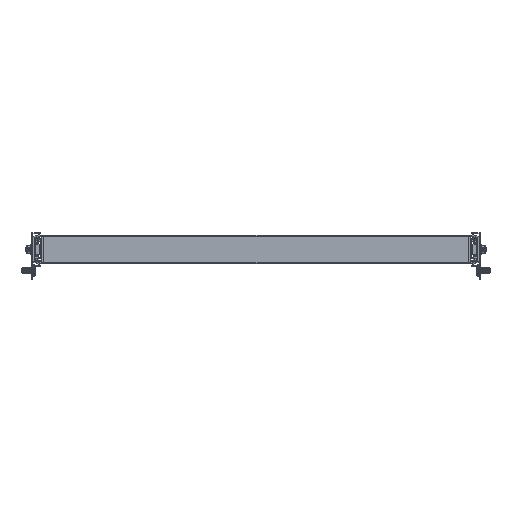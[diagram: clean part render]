
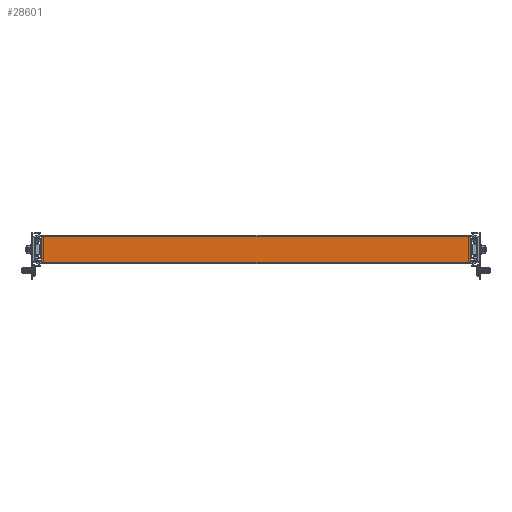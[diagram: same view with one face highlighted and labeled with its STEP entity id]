
A CAD part, front view. The second image highlights one B-rep face of the part: STEP entity #28601.
In plain terms, the highlighted planar face has unit normal (0, -1, 0).
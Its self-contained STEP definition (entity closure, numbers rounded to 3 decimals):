
#5349 = ORIENTED_EDGE ( 'NONE', *, *, #25438, .T. ) ;
#5350 = ORIENTED_EDGE ( 'NONE', *, *, #25437, .T. ) ;
#5351 = ORIENTED_EDGE ( 'NONE', *, *, #25439, .F. ) ;
#5352 = ORIENTED_EDGE ( 'NONE', *, *, #25431, .T. ) ;
#9366 = CARTESIAN_POINT ( 'NONE',  ( -237.5, -260., -0.01 ) ) ;
#9372 = CARTESIAN_POINT ( 'NONE',  ( -237.5, -260., -28.99 ) ) ;
#9378 = CARTESIAN_POINT ( 'NONE',  ( 237.5, -260., -28.99 ) ) ;
#9382 = CARTESIAN_POINT ( 'NONE',  ( 237.5, -260., -0.01 ) ) ;
#12822 = LINE ( 'NONE', #13007, #13068 ) ;
#13007 = CARTESIAN_POINT ( 'NONE',  ( -237.5, -260., 0. ) ) ;
#13009 = DIRECTION ( 'NONE',  ( 0., 0., -1. ) ) ;
#13024 = LINE ( 'NONE', #13025, #13079 ) ;
#13025 = CARTESIAN_POINT ( 'NONE',  ( 237.5, -260., 0. ) ) ;
#13026 = DIRECTION ( 'NONE',  ( 0., 0., 1. ) ) ;
#13027 = LINE ( 'NONE', #13028, #13080 ) ;
#13028 = CARTESIAN_POINT ( 'NONE',  ( -237.5, -260., -28.99 ) ) ;
#13029 = DIRECTION ( 'NONE',  ( 1., 0., 0. ) ) ;
#13030 = LINE ( 'NONE', #13032, #13081 ) ;
#13032 = CARTESIAN_POINT ( 'NONE',  ( 237.5, -260., -0.01 ) ) ;
#13033 = DIRECTION ( 'NONE',  ( 1., 0., 0. ) ) ;
#13068 = VECTOR ( 'NONE', #13009, 1000. ) ;
#13079 = VECTOR ( 'NONE', #13026, 1000. ) ;
#13080 = VECTOR ( 'NONE', #13029, 1000. ) ;
#13081 = VECTOR ( 'NONE', #13033, 1000. ) ;
#21785 = EDGE_LOOP ( 'NONE', ( #5349, #5350, #5351, #5352 ) ) ;
#22900 = AXIS2_PLACEMENT_3D ( 'NONE', #43546, #43566, #43568 ) ;
#25431 = EDGE_CURVE ( 'NONE', #32664, #32670, #12822, .T. ) ;
#25437 = EDGE_CURVE ( 'NONE', #32676, #32680, #13024, .T. ) ;
#25438 = EDGE_CURVE ( 'NONE', #32670, #32676, #13027, .T. ) ;
#25439 = EDGE_CURVE ( 'NONE', #32664, #32680, #13030, .T. ) ;
#28601 = ADVANCED_FACE ( 'NONE', ( #43561 ), #43563, .F. ) ;
#32664 = VERTEX_POINT ( 'NONE', #9366 ) ;
#32670 = VERTEX_POINT ( 'NONE', #9372 ) ;
#32676 = VERTEX_POINT ( 'NONE', #9378 ) ;
#32680 = VERTEX_POINT ( 'NONE', #9382 ) ;
#43546 = CARTESIAN_POINT ( 'NONE',  ( 237.5, -260., 0. ) ) ;
#43561 = FACE_OUTER_BOUND ( 'NONE', #21785, .T. ) ;
#43563 = PLANE ( 'NONE',  #22900 ) ;
#43566 = DIRECTION ( 'NONE',  ( 0., 1., 0. ) ) ;
#43568 = DIRECTION ( 'NONE',  ( 0., 0., 1. ) ) ;
